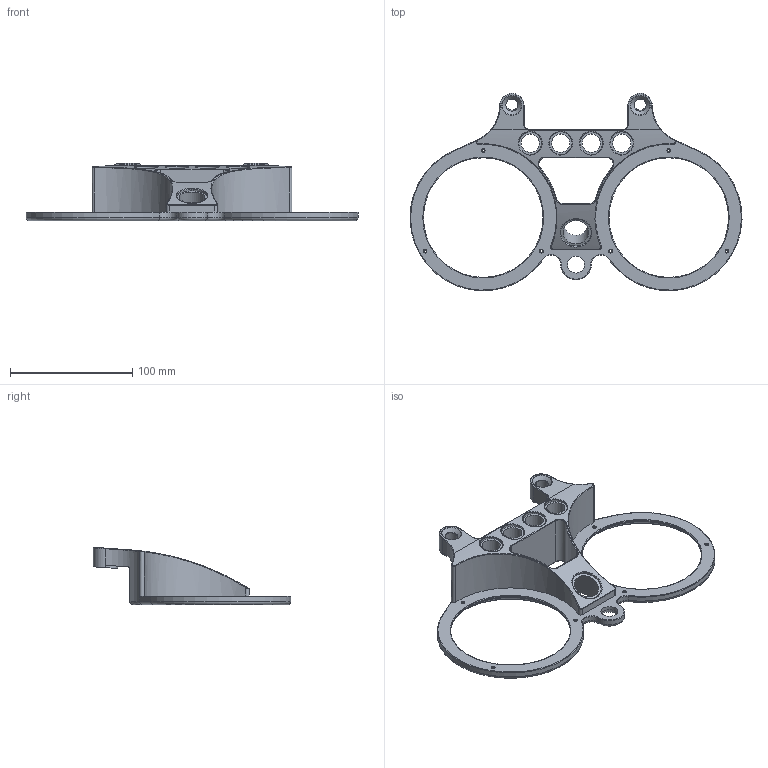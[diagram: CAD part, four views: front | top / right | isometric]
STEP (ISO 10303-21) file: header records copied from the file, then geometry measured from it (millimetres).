
FILE_DESCRIPTION(/* description */ (''),/* implementation_level */ '2;1');
FILE_NAME(/* name */ 'Morini 500 Cockpit.stp',/* time_stamp */ '2020-03-31T10:29:52+02:00',/* author */ ('mfr'),/* organization */ (''),/* preprocessor_version */ 'ST-DEVELOPER v16.5',/* originating_system */ 'Autodesk Inventor 2017',/* authorisation */ '');
FILE_SCHEMA (('AUTOMOTIVE_DESIGN { 1 0 10303 214 3 1 1 }'));
Length unit declared in the file: millimetre
Products named in the file (1): Morini 500 Cockpit
Bounding box: 271.96 x 161.73 x 46.98 mm (x, y, z)
Volume: 185566.6 mm3; surface area: 66606.8 mm2
Topology: 1 solids, 1 shells, 184 faces, 466 edges, 290 vertices
Faces by surface type: cylinder 79, torus 42, bspline 31, plane 24, cone 8
Full cylindrical faces by diameter (mm): 2.1 x6, 10 x2, 14 x1, 15 x4, 18.3 x1, 21 x1, 25.2 x1, 98 x2
Entity records: 7101 total; most frequent: CARTESIAN_POINT 2978, DIRECTION 855, ORIENTED_EDGE 794, EDGE_CURVE 397, AXIS2_PLACEMENT_3D 382, EDGE_LOOP 270, VERTEX_POINT 267, CIRCLE 191
